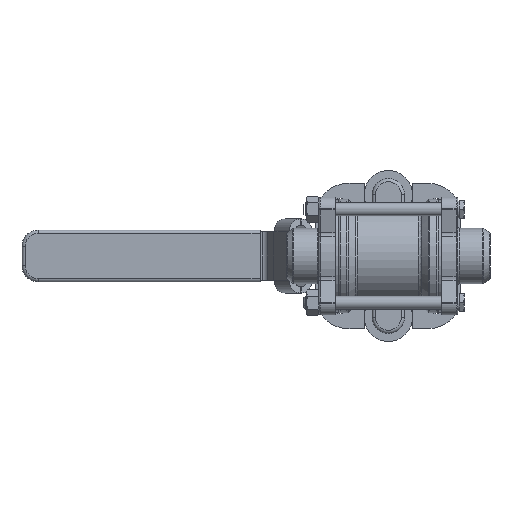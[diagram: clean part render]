
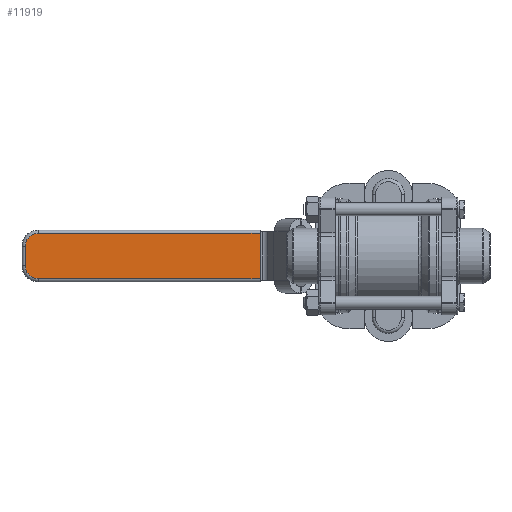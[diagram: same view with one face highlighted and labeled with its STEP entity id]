
A CAD part, front view. The second image highlights one B-rep face of the part: STEP entity #11919.
In plain terms, the highlighted planar face has unit normal (0, -1, 0).
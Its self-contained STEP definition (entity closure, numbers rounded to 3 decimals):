
#660=PLANE('',#13282);
#1274=CIRCLE('',#13273,4.);
#1278=CIRCLE('',#13279,4.);
#2500=FACE_OUTER_BOUND('',#3250,.T.);
#3250=EDGE_LOOP('',(#10577,#10578,#10579,#10580,#10581,#10582));
#4165=LINE('',#21582,#4997);
#4168=LINE('',#21597,#5000);
#4170=LINE('',#21609,#5002);
#4171=LINE('',#21611,#5003);
#4997=VECTOR('',#16204,10.);
#5000=VECTOR('',#16221,10.);
#5002=VECTOR('',#16235,10.);
#5003=VECTOR('',#16238,10.);
#6023=VERTEX_POINT('',#21579);
#6024=VERTEX_POINT('',#21581);
#6026=VERTEX_POINT('',#21587);
#6028=VERTEX_POINT('',#21593);
#6030=VERTEX_POINT('',#21599);
#6032=VERTEX_POINT('',#21605);
#7554=EDGE_CURVE('',#6023,#6024,#4165,.T.);
#7559=EDGE_CURVE('',#6024,#6026,#1274,.T.);
#7562=EDGE_CURVE('',#6026,#6028,#4168,.T.);
#7565=EDGE_CURVE('',#6028,#6030,#1278,.T.);
#7568=EDGE_CURVE('',#6030,#6032,#4170,.T.);
#7569=EDGE_CURVE('',#6032,#6023,#4171,.T.);
#10577=ORIENTED_EDGE('',*,*,#7568,.F.);
#10578=ORIENTED_EDGE('',*,*,#7565,.F.);
#10579=ORIENTED_EDGE('',*,*,#7562,.F.);
#10580=ORIENTED_EDGE('',*,*,#7559,.F.);
#10581=ORIENTED_EDGE('',*,*,#7554,.F.);
#10582=ORIENTED_EDGE('',*,*,#7569,.F.);
#11919=ADVANCED_FACE('',(#2500),#660,.T.);
#13273=AXIS2_PLACEMENT_3D('',#21591,#16214,#16215);
#13279=AXIS2_PLACEMENT_3D('',#21603,#16228,#16229);
#13282=AXIS2_PLACEMENT_3D('',#21610,#16236,#16237);
#16204=DIRECTION('',(0.,0.,-1.));
#16214=DIRECTION('center_axis',(0.,1.,0.));
#16215=DIRECTION('ref_axis',(0.707,0.,-0.707));
#16221=DIRECTION('',(-1.,0.,0.));
#16228=DIRECTION('center_axis',(0.,1.,0.));
#16229=DIRECTION('ref_axis',(-0.707,0.,-0.707));
#16235=DIRECTION('',(0.,0.,1.));
#16236=DIRECTION('center_axis',(0.,-1.,0.));
#16237=DIRECTION('ref_axis',(-1.,0.,0.));
#16238=DIRECTION('',(1.,0.,0.));
#21579=CARTESIAN_POINT('',(7.,24.444,-39.75));
#21581=CARTESIAN_POINT('',(7.,24.444,-108.5));
#21582=CARTESIAN_POINT('',(7.,24.444,-39.75));
#21587=CARTESIAN_POINT('',(3.,24.444,-112.5));
#21591=CARTESIAN_POINT('Origin',(3.,24.444,-108.5));
#21593=CARTESIAN_POINT('',(-3.,24.444,-112.5));
#21597=CARTESIAN_POINT('',(4.,24.444,-112.5));
#21599=CARTESIAN_POINT('',(-7.,24.444,-108.5));
#21603=CARTESIAN_POINT('Origin',(-3.,24.444,-108.5));
#21605=CARTESIAN_POINT('',(-7.,24.444,-39.75));
#21609=CARTESIAN_POINT('',(-7.,24.444,-39.75));
#21610=CARTESIAN_POINT('Origin',(8.,24.444,-39.75));
#21611=CARTESIAN_POINT('',(-8.,24.444,-39.75));
